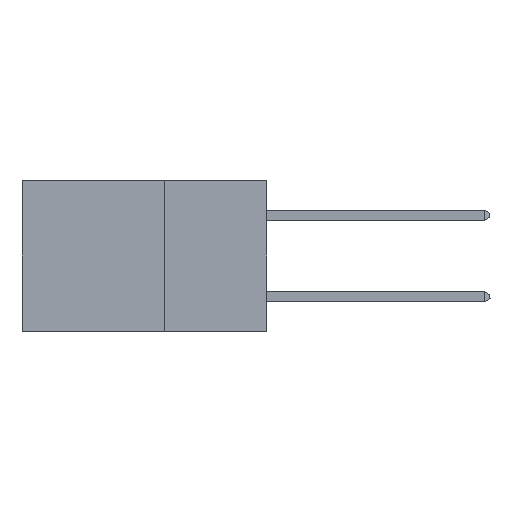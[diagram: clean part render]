
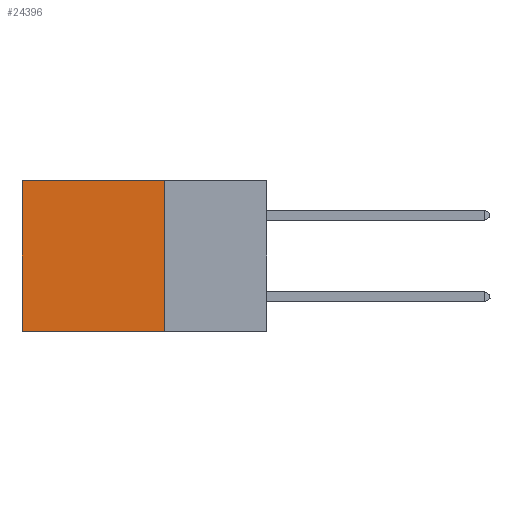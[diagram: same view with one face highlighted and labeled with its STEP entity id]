
A CAD part, left-side view. The second image highlights one B-rep face of the part: STEP entity #24396.
In plain terms, the highlighted planar face has unit normal (-1, 0, 0).
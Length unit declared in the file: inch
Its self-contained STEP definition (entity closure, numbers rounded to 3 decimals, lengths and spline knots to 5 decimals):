
#546 = DIRECTION ( 'NONE',  ( 0., 0., -1. ) ) ;
#1300 = DIRECTION ( 'NONE',  ( 0., 0., -1. ) ) ;
#2899 = EDGE_CURVE ( 'NONE', #27566, #29882, #8930, .T. ) ;
#3955 = DIRECTION ( 'NONE',  ( 0., 1., 0. ) ) ;
#4540 = FACE_OUTER_BOUND ( 'NONE', #20086, .T. ) ;
#6902 = LINE ( 'NONE', #10805, #26431 ) ;
#7088 = CARTESIAN_POINT ( 'NONE',  ( 0.2875, 0.6, 0. ) ) ;
#7335 = ORIENTED_EDGE ( 'NONE', *, *, #7980, .F. ) ;
#7980 = EDGE_CURVE ( 'NONE', #20557, #28379, #9302, .T. ) ;
#8930 = LINE ( 'NONE', #13198, #11621 ) ;
#9302 = LINE ( 'NONE', #31060, #18696 ) ;
#10805 = CARTESIAN_POINT ( 'NONE',  ( 0.2875, 0.25, 0. ) ) ;
#10993 = DIRECTION ( 'NONE',  ( 0., 1., 0. ) ) ;
#11503 = EDGE_CURVE ( 'NONE', #29882, #28379, #23111, .T. ) ;
#11510 = ORIENTED_EDGE ( 'NONE', *, *, #11503, .T. ) ;
#11621 = VECTOR ( 'NONE', #10993, 39.37008 ) ;
#11878 = CARTESIAN_POINT ( 'NONE',  ( 0.2875, 0.25, -0.37 ) ) ;
#13198 = CARTESIAN_POINT ( 'NONE',  ( 0.2875, 0.25, 0. ) ) ;
#15108 = ORIENTED_EDGE ( 'NONE', *, *, #19797, .F. ) ;
#15863 = PLANE ( 'NONE',  #24098 ) ;
#15962 = CARTESIAN_POINT ( 'NONE',  ( 0.2875, 0.6, -0.37 ) ) ;
#17775 = CARTESIAN_POINT ( 'NONE',  ( 0.2875, 0.25, 0. ) ) ;
#18696 = VECTOR ( 'NONE', #3955, 39.37008 ) ;
#19130 = DIRECTION ( 'NONE',  ( 1., 0., 0. ) ) ;
#19797 = EDGE_CURVE ( 'NONE', #27566, #20557, #6902, .T. ) ;
#20086 = EDGE_LOOP ( 'NONE', ( #11510, #7335, #15108, #28907 ) ) ;
#20557 = VERTEX_POINT ( 'NONE', #11878 ) ;
#23111 = LINE ( 'NONE', #7088, #25453 ) ;
#24098 = AXIS2_PLACEMENT_3D ( 'NONE', #31229, #19130, #1300 ) ;
#24396 = ADVANCED_FACE ( 'NONE', ( #4540 ), #15863, .F. ) ;
#24486 = DIRECTION ( 'NONE',  ( 0., 0., -1. ) ) ;
#25453 = VECTOR ( 'NONE', #24486, 39.37008 ) ;
#26431 = VECTOR ( 'NONE', #546, 39.37008 ) ;
#26673 = CARTESIAN_POINT ( 'NONE',  ( 0.2875, 0.6, 0. ) ) ;
#27566 = VERTEX_POINT ( 'NONE', #17775 ) ;
#28379 = VERTEX_POINT ( 'NONE', #15962 ) ;
#28907 = ORIENTED_EDGE ( 'NONE', *, *, #2899, .T. ) ;
#29882 = VERTEX_POINT ( 'NONE', #26673 ) ;
#31060 = CARTESIAN_POINT ( 'NONE',  ( 0.2875, 0.25, -0.37 ) ) ;
#31229 = CARTESIAN_POINT ( 'NONE',  ( 0.2875, 0.25, 0. ) ) ;
